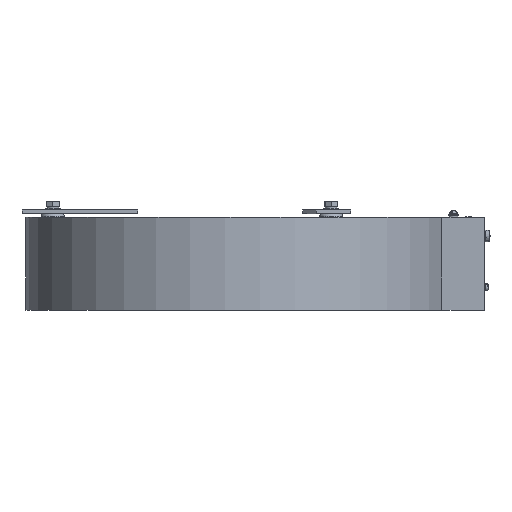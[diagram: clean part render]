
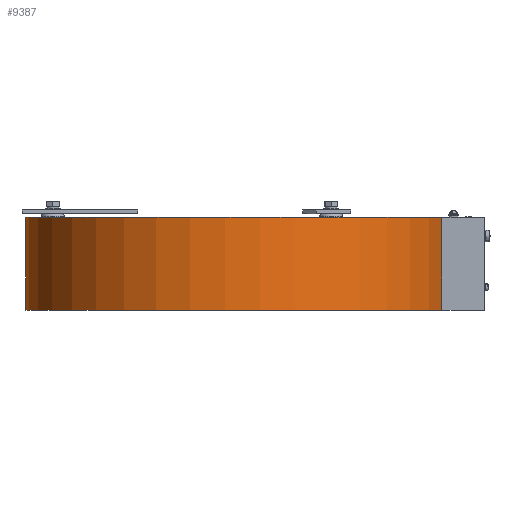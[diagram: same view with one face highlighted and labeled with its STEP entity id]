
A CAD part, front view. The second image highlights one B-rep face of the part: STEP entity #9387.
In plain terms, the highlighted cylindrical face has radius 275 mm (diameter 550 mm), a partial arc.
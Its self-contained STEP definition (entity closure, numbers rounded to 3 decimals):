
#726 = CARTESIAN_POINT ( 'NONE',  ( -275., 0., 60. ) ) ;
#752 = CARTESIAN_POINT ( 'NONE',  ( 263.106, -80., 60. ) ) ;
#798 = CARTESIAN_POINT ( 'NONE',  ( -275., 0., -60. ) ) ;
#871 = CARTESIAN_POINT ( 'NONE',  ( 263.106, -80., -60. ) ) ;
#922 = LINE ( 'NONE', #6754, #963 ) ;
#941 = CIRCLE ( 'NONE', #4043, 275. ) ;
#963 = VECTOR ( 'NONE', #6767, 1000. ) ;
#1025 = CIRCLE ( 'NONE', #4042, 275. ) ;
#1043 = LINE ( 'NONE', #6847, #1058 ) ;
#1058 = VECTOR ( 'NONE', #6834, 1000. ) ;
#1608 = FACE_OUTER_BOUND ( 'NONE', #6036, .T. ) ;
#1609 = CYLINDRICAL_SURFACE ( 'NONE', #3888, 275. ) ;
#2140 = VERTEX_POINT ( 'NONE', #752 ) ;
#2146 = VERTEX_POINT ( 'NONE', #726 ) ;
#2158 = VERTEX_POINT ( 'NONE', #798 ) ;
#2184 = VERTEX_POINT ( 'NONE', #871 ) ;
#3732 = EDGE_CURVE ( 'NONE', #2146, #2140, #941, .T. ) ;
#3734 = EDGE_CURVE ( 'NONE', #2140, #2184, #922, .T. ) ;
#3760 = EDGE_CURVE ( 'NONE', #2158, #2184, #1025, .T. ) ;
#3766 = EDGE_CURVE ( 'NONE', #2146, #2158, #1043, .T. ) ;
#3888 = AXIS2_PLACEMENT_3D ( 'NONE', #7531, #7553, #7523 ) ;
#4042 = AXIS2_PLACEMENT_3D ( 'NONE', #6785, #6830, #6829 ) ;
#4043 = AXIS2_PLACEMENT_3D ( 'NONE', #6743, #6762, #6753 ) ;
#5993 = ORIENTED_EDGE ( 'NONE', *, *, #3734, .F. ) ;
#6026 = ORIENTED_EDGE ( 'NONE', *, *, #3732, .F. ) ;
#6033 = ORIENTED_EDGE ( 'NONE', *, *, #3760, .T. ) ;
#6036 = EDGE_LOOP ( 'NONE', ( #6026, #6037, #6033, #5993 ) ) ;
#6037 = ORIENTED_EDGE ( 'NONE', *, *, #3766, .T. ) ;
#6743 = CARTESIAN_POINT ( 'NONE',  ( 0., 0., 60. ) ) ;
#6753 = DIRECTION ( 'NONE',  ( 1., 0., 0. ) ) ;
#6754 = CARTESIAN_POINT ( 'NONE',  ( 263.106, -80., 60. ) ) ;
#6762 = DIRECTION ( 'NONE',  ( 0., 0., 1. ) ) ;
#6767 = DIRECTION ( 'NONE',  ( 0., 0., -1. ) ) ;
#6785 = CARTESIAN_POINT ( 'NONE',  ( 0., 0., -60. ) ) ;
#6829 = DIRECTION ( 'NONE',  ( 1., 0., 0. ) ) ;
#6830 = DIRECTION ( 'NONE',  ( 0., 0., 1. ) ) ;
#6834 = DIRECTION ( 'NONE',  ( 0., 0., -1. ) ) ;
#6847 = CARTESIAN_POINT ( 'NONE',  ( -275., 0., 60. ) ) ;
#7523 = DIRECTION ( 'NONE',  ( -1., 0., 0. ) ) ;
#7531 = CARTESIAN_POINT ( 'NONE',  ( 0., 0., 60. ) ) ;
#7553 = DIRECTION ( 'NONE',  ( 0., 0., -1. ) ) ;
#9387 = ADVANCED_FACE ( 'NONE', ( #1608 ), #1609, .T. ) ;
